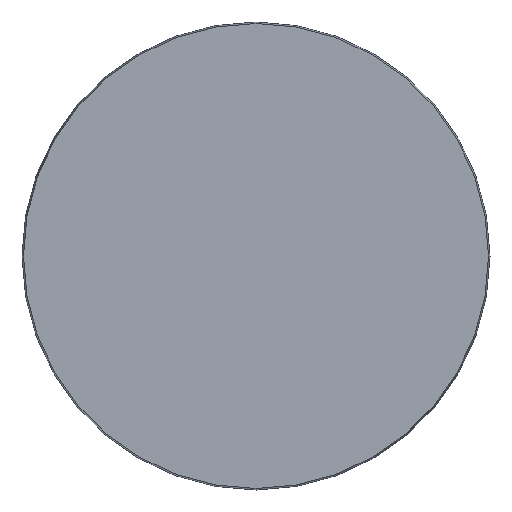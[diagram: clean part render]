
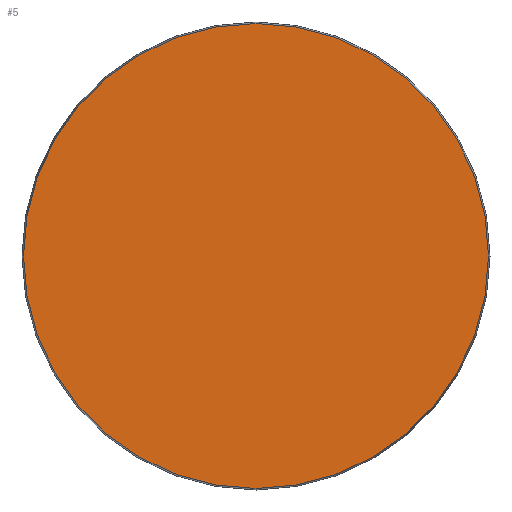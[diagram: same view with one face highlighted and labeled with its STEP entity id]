
A CAD part, front view. The second image highlights one B-rep face of the part: STEP entity #5.
In plain terms, the highlighted planar face has unit normal (0, -1, 0).
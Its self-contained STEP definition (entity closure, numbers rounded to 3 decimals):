
#5 = ADVANCED_FACE ( 'NONE', ( #456 ), #694, .F. ) ;
#21 = ORIENTED_EDGE ( 'NONE', *, *, #683, .T. ) ;
#165 = CARTESIAN_POINT ( 'NONE',  ( -88.425, 0., 0. ) ) ;
#217 = CARTESIAN_POINT ( 'NONE',  ( 0., 0., -88.425 ) ) ;
#220 = VERTEX_POINT ( 'NONE', #217 ) ;
#268 = CARTESIAN_POINT ( 'NONE',  ( 0., 0., 0. ) ) ;
#285 = DIRECTION ( 'NONE',  ( 0., 0., 1. ) ) ;
#301 = EDGE_LOOP ( 'NONE', ( #21 ) ) ;
#350 = AXIS2_PLACEMENT_3D ( 'NONE', #165, #401, #285 ) ;
#379 = DIRECTION ( 'NONE',  ( 0., 0., -1. ) ) ;
#401 = DIRECTION ( 'NONE',  ( 0., 1., 0. ) ) ;
#434 = CIRCLE ( 'NONE', #493, 88.425 ) ;
#456 = FACE_OUTER_BOUND ( 'NONE', #301, .T. ) ;
#493 = AXIS2_PLACEMENT_3D ( 'NONE', #268, #740, #379 ) ;
#683 = EDGE_CURVE ( 'NONE', #220, #220, #434, .T. ) ;
#694 = PLANE ( 'NONE',  #350 ) ;
#740 = DIRECTION ( 'NONE',  ( 0., -1., 0. ) ) ;
